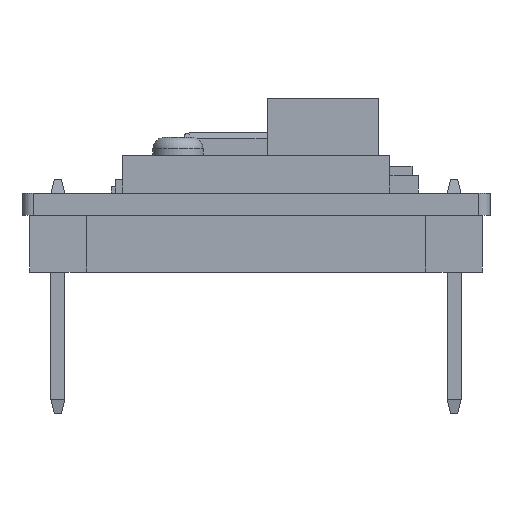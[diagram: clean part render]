
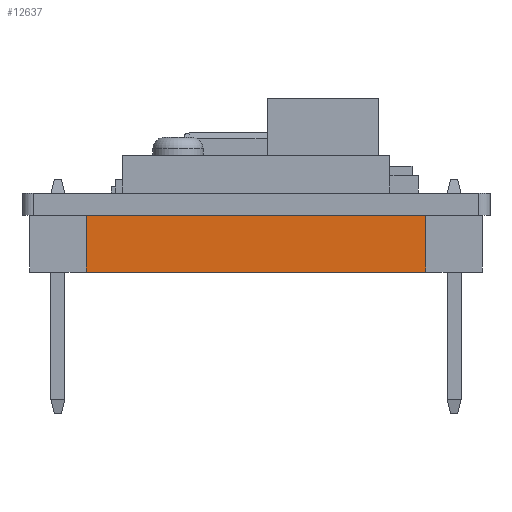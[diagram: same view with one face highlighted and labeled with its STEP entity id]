
A CAD part, front view. The second image highlights one B-rep face of the part: STEP entity #12637.
In plain terms, the highlighted planar face has unit normal (0, -1, 0).
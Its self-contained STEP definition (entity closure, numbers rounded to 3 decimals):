
#10935 = VERTEX_POINT('',#10936);
#10936 = CARTESIAN_POINT('',(7.62,-20.066,0.));
#10942 = EDGE_CURVE('',#10935,#10943,#10945,.T.);
#10943 = VERTEX_POINT('',#10944);
#10944 = CARTESIAN_POINT('',(-7.62,-20.066,0.));
#10945 = LINE('',#10946,#10947);
#10946 = CARTESIAN_POINT('',(7.62,-20.066,0.));
#10947 = VECTOR('',#10948,1.);
#10948 = DIRECTION('',(-1.,0.,0.));
#12595 = VERTEX_POINT('',#12596);
#12596 = CARTESIAN_POINT('',(-7.62,-20.066,2.54));
#12602 = EDGE_CURVE('',#10943,#12595,#12603,.T.);
#12603 = LINE('',#12604,#12605);
#12604 = CARTESIAN_POINT('',(-7.62,-20.066,0.));
#12605 = VECTOR('',#12606,1.);
#12606 = DIRECTION('',(0.,0.,1.));
#12637 = ADVANCED_FACE('',(#12638),#12656,.T.);
#12638 = FACE_BOUND('',#12639,.T.);
#12639 = EDGE_LOOP('',(#12640,#12641,#12642,#12650));
#12640 = ORIENTED_EDGE('',*,*,#12602,.F.);
#12641 = ORIENTED_EDGE('',*,*,#10942,.F.);
#12642 = ORIENTED_EDGE('',*,*,#12643,.T.);
#12643 = EDGE_CURVE('',#10935,#12644,#12646,.T.);
#12644 = VERTEX_POINT('',#12645);
#12645 = CARTESIAN_POINT('',(7.62,-20.066,2.54));
#12646 = LINE('',#12647,#12648);
#12647 = CARTESIAN_POINT('',(7.62,-20.066,0.));
#12648 = VECTOR('',#12649,1.);
#12649 = DIRECTION('',(0.,0.,1.));
#12650 = ORIENTED_EDGE('',*,*,#12651,.F.);
#12651 = EDGE_CURVE('',#12595,#12644,#12652,.T.);
#12652 = LINE('',#12653,#12654);
#12653 = CARTESIAN_POINT('',(-7.62,-20.066,2.54));
#12654 = VECTOR('',#12655,1.);
#12655 = DIRECTION('',(1.,0.,0.));
#12656 = PLANE('',#12657);
#12657 = AXIS2_PLACEMENT_3D('',#12658,#12659,#12660);
#12658 = CARTESIAN_POINT('',(0.,-20.066,1.27));
#12659 = DIRECTION('',(-0.,-1.,-0.));
#12660 = DIRECTION('',(0.,0.,-1.));
